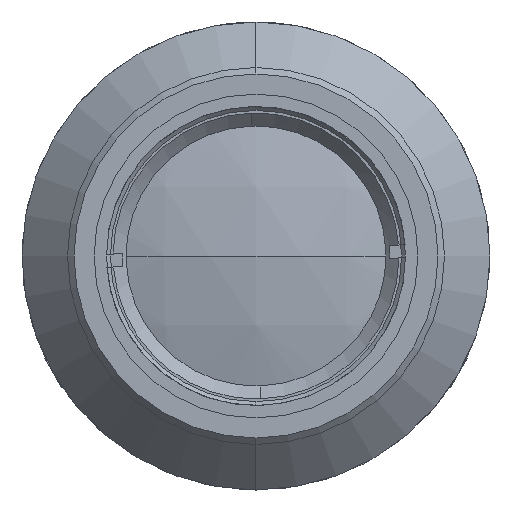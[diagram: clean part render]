
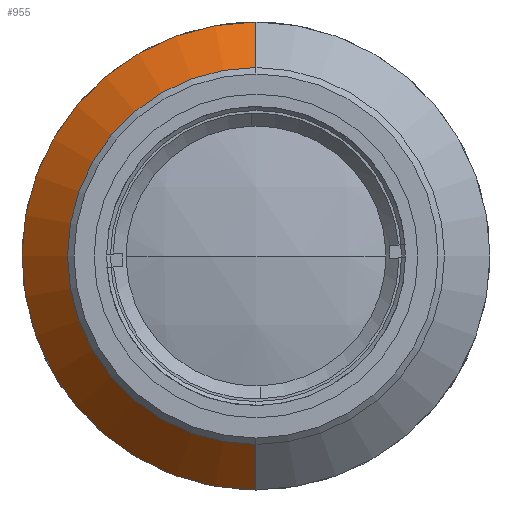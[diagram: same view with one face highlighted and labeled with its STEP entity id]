
A CAD part, left-side view. The second image highlights one B-rep face of the part: STEP entity #955.
In plain terms, the highlighted conical face has half-angle 45 degrees and reference radius 18 mm.
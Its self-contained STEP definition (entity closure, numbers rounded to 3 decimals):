
#166 = ORIENTED_EDGE ( 'NONE', *, *, #1292, .T. ) ;
#176 = CONICAL_SURFACE ( 'NONE', #2807, 18., 0.785 ) ;
#203 = CIRCLE ( 'NONE', #1490, 14.5 ) ;
#557 = DIRECTION ( 'NONE',  ( -1., 0., 0. ) ) ;
#679 = LINE ( 'NONE', #724, #3640 ) ;
#683 = DIRECTION ( 'NONE',  ( -1., 0., 0. ) ) ;
#724 = CARTESIAN_POINT ( 'NONE',  ( 23.499, 0., -18. ) ) ;
#810 = CARTESIAN_POINT ( 'NONE',  ( 23.499, 0., 18. ) ) ;
#911 = DIRECTION ( 'NONE',  ( 0., 0., 1. ) ) ;
#955 = ADVANCED_FACE ( 'NONE', ( #1718 ), #176, .T. ) ;
#1114 = EDGE_LOOP ( 'NONE', ( #2235, #166, #1936, #3500 ) ) ;
#1162 = AXIS2_PLACEMENT_3D ( 'NONE', #1380, #683, #4574 ) ;
#1213 = VERTEX_POINT ( 'NONE', #1686 ) ;
#1292 = EDGE_CURVE ( 'NONE', #4457, #2983, #2871, .T. ) ;
#1293 = VERTEX_POINT ( 'NONE', #3975 ) ;
#1380 = CARTESIAN_POINT ( 'NONE',  ( 23.499, 0., 0. ) ) ;
#1490 = AXIS2_PLACEMENT_3D ( 'NONE', #3072, #557, #911 ) ;
#1575 = EDGE_CURVE ( 'NONE', #2983, #1213, #2888, .T. ) ;
#1686 = CARTESIAN_POINT ( 'NONE',  ( 23.499, 0., -18. ) ) ;
#1718 = FACE_OUTER_BOUND ( 'NONE', #1114, .T. ) ;
#1936 = ORIENTED_EDGE ( 'NONE', *, *, #1575, .T. ) ;
#2015 = EDGE_CURVE ( 'NONE', #1293, #1213, #679, .T. ) ;
#2235 = ORIENTED_EDGE ( 'NONE', *, *, #3824, .F. ) ;
#2387 = CARTESIAN_POINT ( 'NONE',  ( 23.499, 0., 18. ) ) ;
#2732 = DIRECTION ( 'NONE',  ( 1., 0., 0. ) ) ;
#2807 = AXIS2_PLACEMENT_3D ( 'NONE', #4515, #2732, #4190 ) ;
#2871 = LINE ( 'NONE', #2387, #3233 ) ;
#2888 = CIRCLE ( 'NONE', #1162, 18. ) ;
#2983 = VERTEX_POINT ( 'NONE', #810 ) ;
#3072 = CARTESIAN_POINT ( 'NONE',  ( 19.999, 0., 0. ) ) ;
#3213 = DIRECTION ( 'NONE',  ( 0.707, 0., -0.707 ) ) ;
#3233 = VECTOR ( 'NONE', #4302, 1000. ) ;
#3347 = CARTESIAN_POINT ( 'NONE',  ( 19.999, 0., 14.5 ) ) ;
#3500 = ORIENTED_EDGE ( 'NONE', *, *, #2015, .F. ) ;
#3640 = VECTOR ( 'NONE', #3213, 1000. ) ;
#3824 = EDGE_CURVE ( 'NONE', #4457, #1293, #203, .T. ) ;
#3975 = CARTESIAN_POINT ( 'NONE',  ( 19.999, 0., -14.5 ) ) ;
#4190 = DIRECTION ( 'NONE',  ( 0., 0., -1. ) ) ;
#4302 = DIRECTION ( 'NONE',  ( 0.707, 0., 0.707 ) ) ;
#4457 = VERTEX_POINT ( 'NONE', #3347 ) ;
#4515 = CARTESIAN_POINT ( 'NONE',  ( 23.499, 0., 0. ) ) ;
#4574 = DIRECTION ( 'NONE',  ( 0., 0., 1. ) ) ;
